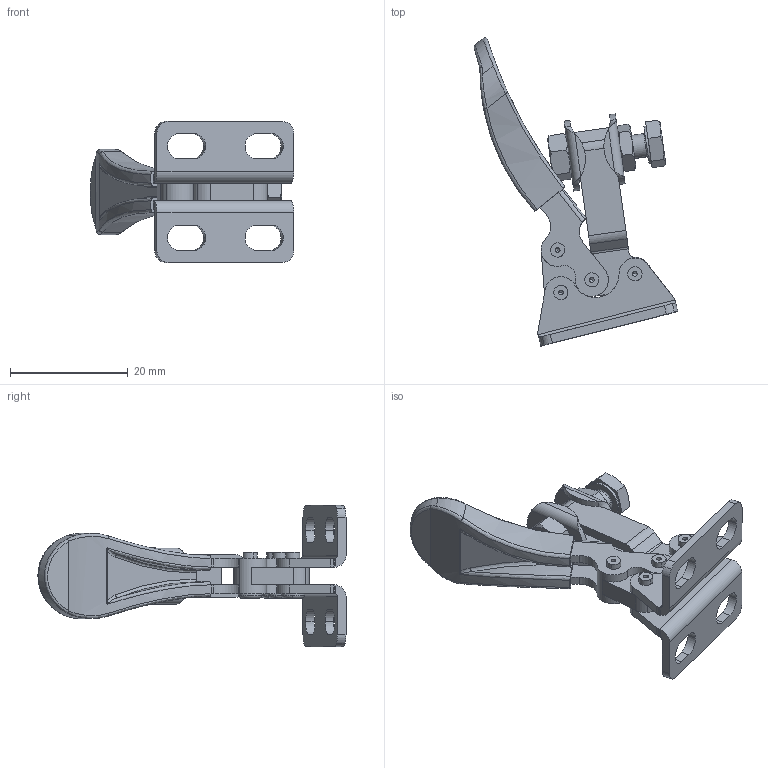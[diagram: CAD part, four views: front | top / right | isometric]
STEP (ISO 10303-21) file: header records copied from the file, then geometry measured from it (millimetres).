
FILE_DESCRIPTION((''),'2;1');
FILE_NAME('110.0-opened.stp','2005-09-27T15:07:33',('Kysilko'),(''),'Autodesk Inventor 8','Autodesk Inventor 8','');
FILE_SCHEMA(('AUTOMOTIVE_DESIGN { 1 0 10303 214 1 1 1 1 }'));
Length unit declared in the file: millimetre
Products named in the file (1): Part5
Bounding box: 34.61 x 52.38 x 24 mm (x, y, z)
Volume: 4202.4 mm3; surface area: 5563.7 mm2
Topology: 1 solids, 1 shells, 383 faces, 1064 edges, 669 vertices
Faces by surface type: cylinder 141, plane 125, bspline 59, cone 50, torus 8
Entity records: 16885 total; most frequent: CARTESIAN_POINT 7361, ORIENTED_EDGE 2112, DIRECTION 1910, EDGE_CURVE 1056, AXIS2_PLACEMENT_3D 730, VERTEX_POINT 669, VECTOR 450, LINE 450
